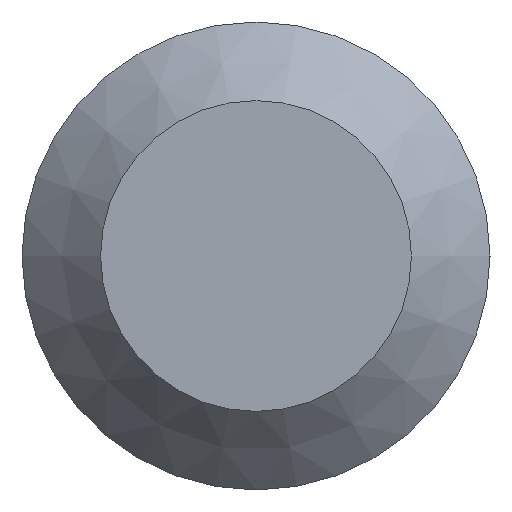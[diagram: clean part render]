
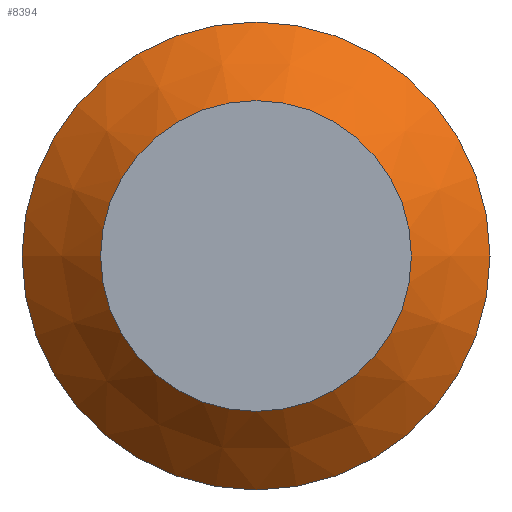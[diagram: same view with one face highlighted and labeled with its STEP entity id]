
A CAD part, left-side view. The second image highlights one B-rep face of the part: STEP entity #8394.
In plain terms, the highlighted conical face has half-angle 45 degrees and reference radius 3.32 mm.
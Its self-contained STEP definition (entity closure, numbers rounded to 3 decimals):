
#1867 = AXIS2_PLACEMENT_3D ( 'NONE', #10491, #2063, #4731 ) ;
#1941 = CARTESIAN_POINT ( 'NONE',  ( 1.68, -5., 0. ) ) ;
#2063 = DIRECTION ( 'NONE',  ( -1., 0., 0. ) ) ;
#4412 = AXIS2_PLACEMENT_3D ( 'NONE', #7142, #5677, #16878 ) ;
#4731 = DIRECTION ( 'NONE',  ( 0., -1., 0. ) ) ;
#5047 = FACE_BOUND ( 'NONE', #13840, .T. ) ;
#5677 = DIRECTION ( 'NONE',  ( 1., 0., 0. ) ) ;
#5705 = VERTEX_POINT ( 'NONE', #13068 ) ;
#6332 = CONICAL_SURFACE ( 'NONE', #4412, 3.32, 0.785 ) ;
#7120 = EDGE_LOOP ( 'NONE', ( #15746 ) ) ;
#7142 = CARTESIAN_POINT ( 'NONE',  ( 0., 0., 0. ) ) ;
#8394 = ADVANCED_FACE ( 'NONE', ( #9813, #5047 ), #6332, .T. ) ;
#9270 = DIRECTION ( 'NONE',  ( 0., -1., 0. ) ) ;
#9662 = CIRCLE ( 'NONE', #17155, 5. ) ;
#9813 = FACE_OUTER_BOUND ( 'NONE', #7120, .T. ) ;
#10491 = CARTESIAN_POINT ( 'NONE',  ( 0., 0., 0. ) ) ;
#10844 = EDGE_CURVE ( 'NONE', #5705, #5705, #11642, .T. ) ;
#11642 = CIRCLE ( 'NONE', #1867, 3.32 ) ;
#13068 = CARTESIAN_POINT ( 'NONE',  ( 0., -3.32, 0. ) ) ;
#13840 = EDGE_LOOP ( 'NONE', ( #15998 ) ) ;
#15397 = EDGE_CURVE ( 'NONE', #15725, #15725, #9662, .T. ) ;
#15725 = VERTEX_POINT ( 'NONE', #1941 ) ;
#15746 = ORIENTED_EDGE ( 'NONE', *, *, #15397, .T. ) ;
#15998 = ORIENTED_EDGE ( 'NONE', *, *, #10844, .F. ) ;
#16262 = CARTESIAN_POINT ( 'NONE',  ( 1.68, 0., 0. ) ) ;
#16878 = DIRECTION ( 'NONE',  ( 0., 1., 0. ) ) ;
#17155 = AXIS2_PLACEMENT_3D ( 'NONE', #16262, #17625, #9270 ) ;
#17625 = DIRECTION ( 'NONE',  ( -1., 0., 0. ) ) ;
